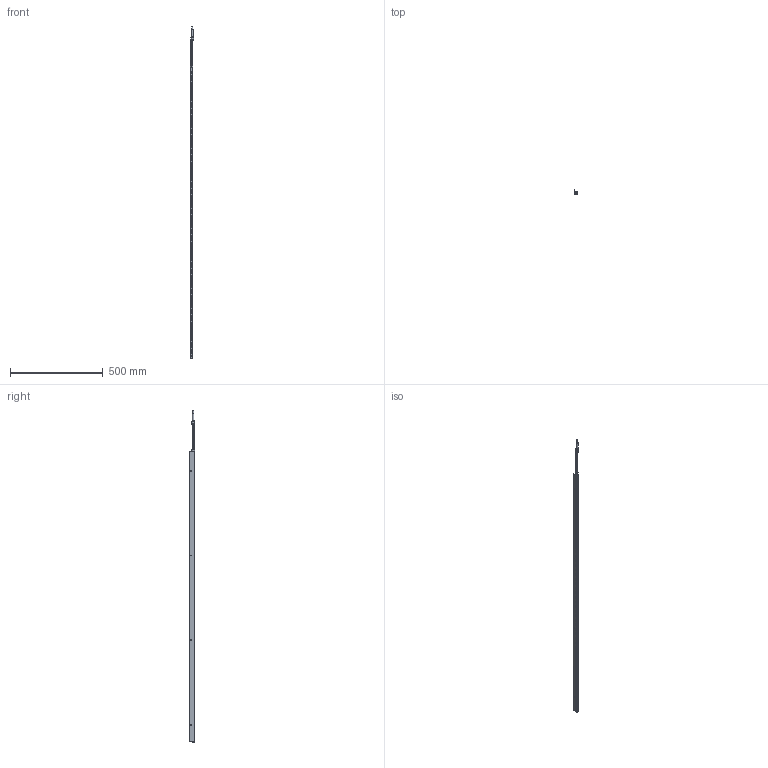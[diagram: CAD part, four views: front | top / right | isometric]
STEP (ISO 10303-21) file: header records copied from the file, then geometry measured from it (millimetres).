
FILE_DESCRIPTION(/* description */ (''),/* implementation_level */ '2;1');
FILE_NAME(/* name */ '8060-DIM.stp',/* time_stamp */ '2017-03-22T11:31:01-04:00',/* author */ ('ryan longshore'),/* organization */ (''),/* preprocessor_version */ 'ST-DEVELOPER v16.5',/* originating_system */ 'Autodesk Inventor 2017',/* authorisation */ '');
FILE_SCHEMA (('AUTOMOTIVE_DESIGN { 1 0 10303 214 3 1 1 }'));
Length unit declared in the file: inch
Products named in the file (18): 8060-DIM; 901836; 901574; 901437; 901592; 901565; 901515; 901587; 901724-DIM; 901806-DIM; 901622; 901576-DIM; 901576 without spring-DIM; 901577; 901770; Unbrako - No.  8 x 0.19; 901625; Unbrako - No.  6 x 0.19
Assembly tree (77 placements, depth 3):
  8060-DIM
    901836
    901574
    901437
    901592
    901565
    901515
    901587
    901724-DIM
    901576-DIM  x60
      901576 without spring-DIM
      901577
    901806-DIM
    901622
    901770
      Unbrako - No.  8 x 0.19
    901625  x2
      Unbrako - No.  6 x 0.19
Bounding box: 21.37 x 29.02 x 1791.64 mm (x, y, z)
Volume: 276889.3 mm3; surface area: 303214.1 mm2
Topology: 133 solids, 133 shells, 1770 faces, 3725 edges, 2350 vertices
Faces by surface type: plane 939, cylinder 659, cone 162, bspline 6, torus 4
Full cylindrical faces by diameter (mm): 0.508 x1, 0.635 x120, 1.984 x2, 2.54 x1, 2.667 x60, 2.845 x1, 3.454 x1, 3.485 x1, 3.505 x2, 3.937 x60, 4.166 x1, 4.978 x1, 5.055 x1, 5.159 x4, 5.715 x121, 6.35 x1, 6.604 x1, 6.731 x1, 8.128 x2, 8.89 x1, 9.144 x1, 9.423 x1, 9.525 x3, 10.414 x2, 11.112 x1, 12.446 x1, 13.462 x1, 13.716 x1, 15.875 x2
Entity records: 22711 total; most frequent: CARTESIAN_POINT 17177, DIRECTION 1133, ORIENTED_EDGE 818, AXIS2_PLACEMENT_3D 469, EDGE_CURVE 409, EDGE_LOOP 341, VERTEX_POINT 304, FACE_OUTER_BOUND 224
